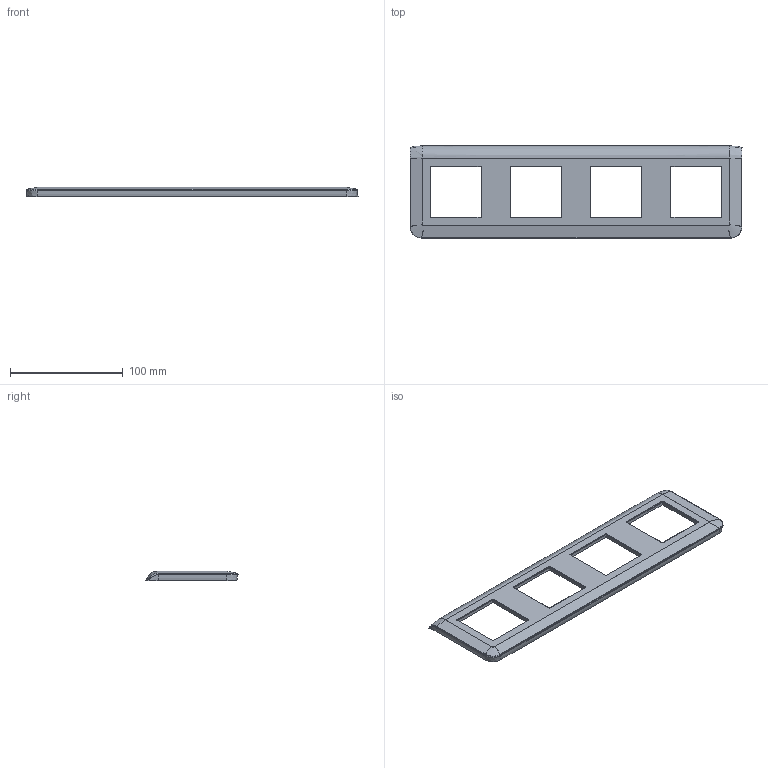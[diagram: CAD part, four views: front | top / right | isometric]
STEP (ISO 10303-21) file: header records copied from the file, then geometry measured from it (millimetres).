
FILE_DESCRIPTION(('CATIA V5 STEP Exchange','CAx-IF Rec.Pracs.--- Model Styling and Organization---1.5--- 2016-08-15','CAx-IF Rec.Pracs.---Supplemental Geometry---1.0---2011-11-01','CAx-IF Rec.Pracs.--- Composite Materials ---1.1---2010-07-15'),'2;1');
FILE_NAME('078808L.stp','2023-05-05T07:51:23+00:00',('none'),('none'),'CATIA Version 5-6 Release 2020 SP3','CATIA V5 STEP AP214 v2','none');
FILE_SCHEMA(('AUTOMOTIVE_DESIGN { 1 0 10303 214 1 1 1 1 }'));
Products named in the file (1): 078808L
Bounding box: 295 x 82 x 8.5 mm (x, y, z)
Volume: 49850.6 mm3; surface area: 69744.8 mm2
Topology: 2 solids, 2 shells, 1192 faces, 3008 edges, 1774 vertices
Faces by surface type: bspline 463, cylinder 367, plane 310, sphere 40, extrusion 6, torus 3, cone 3
Entity records: 68349 total; most frequent: CARTESIAN_POINT 46034, ORIENTED_EDGE 5890, EDGE_CURVE 2945, DIRECTION 2300, VERTEX_POINT 1774, B_SPLINE_CURVE_WITH_KNOTS 1687, EDGE_LOOP 1225, ADVANCED_FACE 1192
